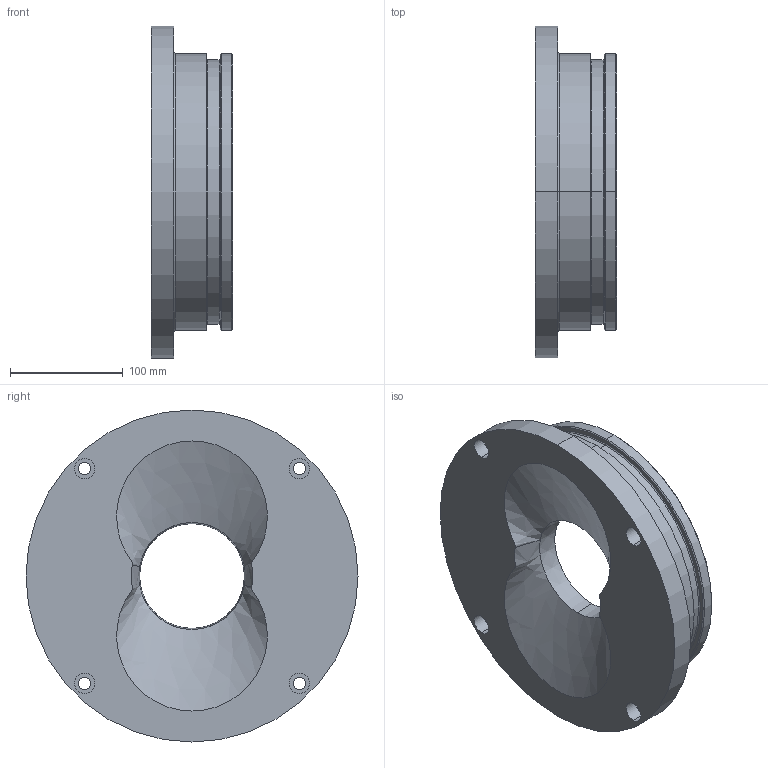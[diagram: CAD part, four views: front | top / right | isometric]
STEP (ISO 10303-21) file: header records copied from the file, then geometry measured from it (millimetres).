
FILE_DESCRIPTION (( 'STEP AP203' ), '1' );
FILE_NAME ('SPHS128×2B-3-9文丘里v.STEP', '2022-03-09T15:00:46', ( '' ), ( '' ), 'SwSTEP 2.0', 'SolidWorks 2021', '' );
FILE_SCHEMA (( 'CONFIG_CONTROL_DESIGN' ));
Length unit declared in the file: millimetre
Products named in the file (1): SPHS128×2B-3-9文丘里v
Bounding box: 72 x 295 x 295 mm (x, y, z)
Volume: 2380742.3 mm3; surface area: 207879.3 mm2
Topology: 1 solids, 1 shells, 51 faces, 118 edges, 76 vertices
Faces by surface type: cylinder 24, plane 9, torus 8, cone 8, bspline 2
Entity records: 1859 total; most frequent: CARTESIAN_POINT 526, DIRECTION 300, ORIENTED_EDGE 236, AXIS2_PLACEMENT_3D 134, EDGE_CURVE 118, CIRCLE 84, VERTEX_POINT 76, EDGE_LOOP 68
